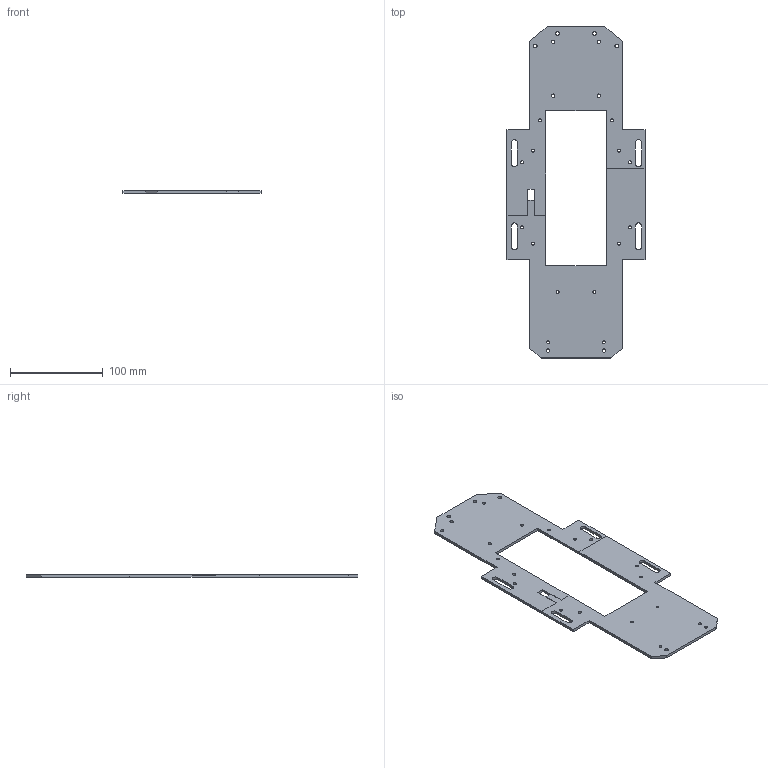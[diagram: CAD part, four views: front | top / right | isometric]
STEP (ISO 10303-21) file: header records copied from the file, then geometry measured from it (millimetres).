
FILE_DESCRIPTION(/* description */ (''),/* implementation_level */ '2;1');
FILE_NAME(/* name */ 'Dingo Base Plate Printed.step',/* time_stamp */ '2023-08-06T21:14:12-05:00',/* author */ (''),/* organization */ (''),/* preprocessor_version */ 'ST-DEVELOPER v20',/* originating_system */ 'Autodesk Translation Framework v12.9.0.99',/* authorisation */ '');
FILE_SCHEMA (('AUTOMOTIVE_DESIGN { 1 0 10303 214 3 1 1 }'));
Length unit declared in the file: millimetre
Products named in the file (3): Dingo Base Plate; Torso base plate; Back
Assembly tree (2 placements, depth 2):
  Dingo Base Plate
    Torso base plate
    Back
Bounding box: 148.4 x 357 x 3 mm (x, y, z)
Volume: 90382.6 mm3; surface area: 70596.9 mm2
Topology: 2 solids, 2 shells, 94 faces, 268 edges, 178 vertices
Faces by surface type: plane 62, cylinder 32
Full cylindrical faces by diameter (mm): 3 x4, 3.2 x10, 3.8 x10
Entity records: 3262 total; most frequent: CARTESIAN_POINT 545, ORIENTED_EDGE 536, DIRECTION 530, EDGE_CURVE 268, LINE 204, VECTOR 204, VERTEX_POINT 178, AXIS2_PLACEMENT_3D 163
